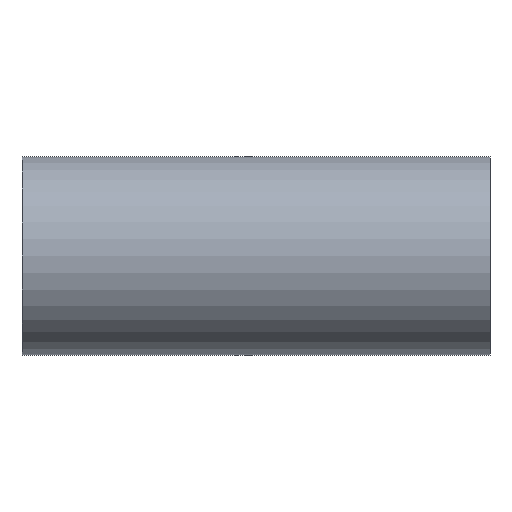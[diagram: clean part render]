
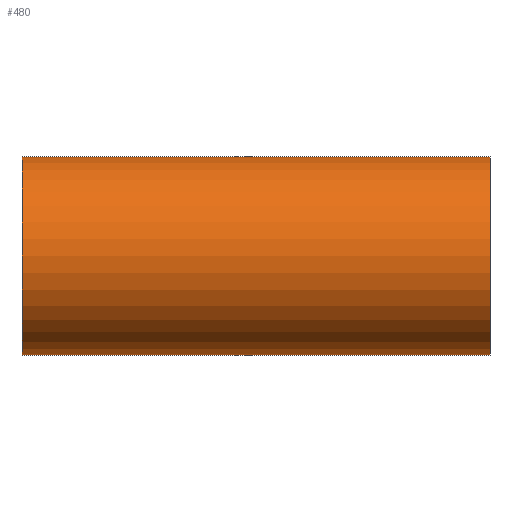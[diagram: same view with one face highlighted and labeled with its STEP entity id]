
A CAD part, left-side view. The second image highlights one B-rep face of the part: STEP entity #480.
In plain terms, the highlighted cylindrical face has radius 42.5 mm (diameter 85 mm), a partial arc.
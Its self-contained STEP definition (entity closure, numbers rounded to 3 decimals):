
#6 = LINE ( 'NONE', #183, #268 ) ;
#18 = AXIS2_PLACEMENT_3D ( 'NONE', #383, #275, #621 ) ;
#44 = ORIENTED_EDGE ( 'NONE', *, *, #644, .T. ) ;
#92 = LINE ( 'NONE', #316, #708 ) ;
#102 = EDGE_LOOP ( 'NONE', ( #657, #199, #44, #170 ) ) ;
#117 = DIRECTION ( 'NONE',  ( 0., -1., 0. ) ) ;
#162 = CARTESIAN_POINT ( 'NONE',  ( 0., 250., -42.5 ) ) ;
#170 = ORIENTED_EDGE ( 'NONE', *, *, #266, .T. ) ;
#183 = CARTESIAN_POINT ( 'NONE',  ( 0., 250., 42.5 ) ) ;
#191 = VERTEX_POINT ( 'NONE', #257 ) ;
#199 = ORIENTED_EDGE ( 'NONE', *, *, #715, .F. ) ;
#250 = DIRECTION ( 'NONE',  ( 0., 0., -1. ) ) ;
#257 = CARTESIAN_POINT ( 'NONE',  ( 0., 50., -42.5 ) ) ;
#266 = EDGE_CURVE ( 'NONE', #191, #399, #721, .T. ) ;
#268 = VECTOR ( 'NONE', #117, 1000. ) ;
#275 = DIRECTION ( 'NONE',  ( 0., 1., 0. ) ) ;
#305 = CIRCLE ( 'NONE', #18, 42.5 ) ;
#316 = CARTESIAN_POINT ( 'NONE',  ( 0., 250., -42.5 ) ) ;
#333 = AXIS2_PLACEMENT_3D ( 'NONE', #461, #692, #516 ) ;
#383 = CARTESIAN_POINT ( 'NONE',  ( 0., 250., 0. ) ) ;
#393 = AXIS2_PLACEMENT_3D ( 'NONE', #482, #590, #250 ) ;
#395 = VERTEX_POINT ( 'NONE', #162 ) ;
#399 = VERTEX_POINT ( 'NONE', #632 ) ;
#407 = FACE_OUTER_BOUND ( 'NONE', #102, .T. ) ;
#438 = EDGE_CURVE ( 'NONE', #528, #399, #6, .T. ) ;
#461 = CARTESIAN_POINT ( 'NONE',  ( 0., 50., 0. ) ) ;
#480 = ADVANCED_FACE ( 'NONE', ( #407 ), #711, .T. ) ;
#482 = CARTESIAN_POINT ( 'NONE',  ( 0., 250., 0. ) ) ;
#516 = DIRECTION ( 'NONE',  ( 0., 0., 1. ) ) ;
#528 = VERTEX_POINT ( 'NONE', #598 ) ;
#590 = DIRECTION ( 'NONE',  ( 0., -1., 0. ) ) ;
#598 = CARTESIAN_POINT ( 'NONE',  ( 0., 250., 42.5 ) ) ;
#621 = DIRECTION ( 'NONE',  ( 0., 0., 1. ) ) ;
#632 = CARTESIAN_POINT ( 'NONE',  ( 0., 50., 42.5 ) ) ;
#644 = EDGE_CURVE ( 'NONE', #395, #191, #92, .T. ) ;
#657 = ORIENTED_EDGE ( 'NONE', *, *, #438, .F. ) ;
#692 = DIRECTION ( 'NONE',  ( 0., 1., 0. ) ) ;
#708 = VECTOR ( 'NONE', #719, 1000. ) ;
#711 = CYLINDRICAL_SURFACE ( 'NONE', #393, 42.5 ) ;
#715 = EDGE_CURVE ( 'NONE', #395, #528, #305, .T. ) ;
#719 = DIRECTION ( 'NONE',  ( 0., -1., 0. ) ) ;
#721 = CIRCLE ( 'NONE', #333, 42.5 ) ;
